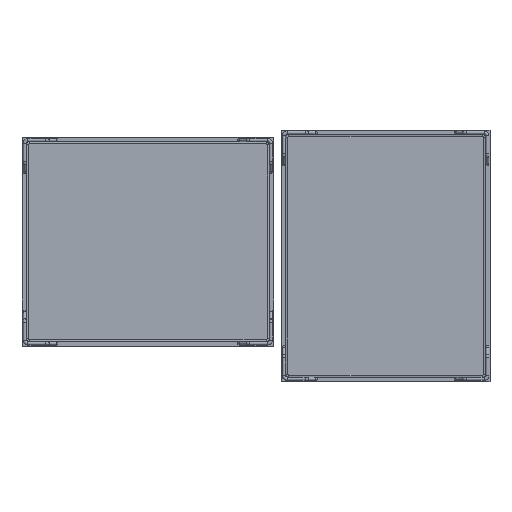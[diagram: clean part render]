
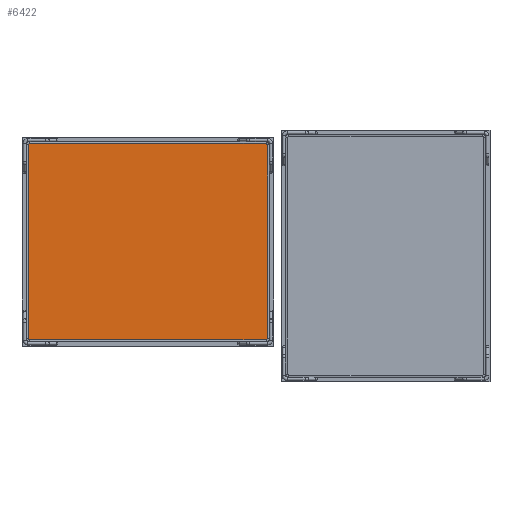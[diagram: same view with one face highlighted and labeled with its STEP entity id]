
A CAD part, top view. The second image highlights one B-rep face of the part: STEP entity #6422.
In plain terms, the highlighted planar face has unit normal (0, 0, 1).
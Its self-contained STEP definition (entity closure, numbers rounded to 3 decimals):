
#22=PLANE('',#6833);
#141=LINE('',#10395,#509);
#142=LINE('',#10397,#510);
#143=LINE('',#10399,#511);
#144=LINE('',#10400,#512);
#509=VECTOR('',#7994,10.);
#510=VECTOR('',#7995,10.);
#511=VECTOR('',#7996,10.);
#512=VECTOR('',#7997,10.);
#1002=FACE_OUTER_BOUND('',#1318,.T.);
#1318=EDGE_LOOP('',(#4333,#4334,#4335,#4336));
#2393=VERTEX_POINT('',#10393);
#2394=VERTEX_POINT('',#10394);
#2395=VERTEX_POINT('',#10396);
#2396=VERTEX_POINT('',#10398);
#3157=EDGE_CURVE('',#2393,#2394,#141,.T.);
#3158=EDGE_CURVE('',#2395,#2393,#142,.T.);
#3159=EDGE_CURVE('',#2396,#2395,#143,.T.);
#3160=EDGE_CURVE('',#2394,#2396,#144,.T.);
#4333=ORIENTED_EDGE('',*,*,#3157,.F.);
#4334=ORIENTED_EDGE('',*,*,#3158,.F.);
#4335=ORIENTED_EDGE('',*,*,#3159,.F.);
#4336=ORIENTED_EDGE('',*,*,#3160,.F.);
#6422=ADVANCED_FACE('',(#1002),#22,.F.);
#6833=AXIS2_PLACEMENT_3D('',#10392,#7992,#7993);
#7992=DIRECTION('center_axis',(0.,0.,
-1.));
#7993=DIRECTION('ref_axis',(0.,1.,0.));
#7994=DIRECTION('',(-1.,0.,0.));
#7995=DIRECTION('',(0.,-1.,0.));
#7996=DIRECTION('',(1.,0.,0.));
#7997=DIRECTION('',(0.,1.,0.));
#10392=CARTESIAN_POINT('Origin',(-708.934,264.95,387.95));
#10393=CARTESIAN_POINT('',(-481.934,77.95,387.95));
#10394=CARTESIAN_POINT('',(-935.934,77.95,387.95));
#10395=CARTESIAN_POINT('',(-935.934,77.95,387.95));
#10396=CARTESIAN_POINT('',(-481.934,451.95,387.95));
#10397=CARTESIAN_POINT('',(-481.934,77.95,387.95));
#10398=CARTESIAN_POINT('',(-935.934,451.95,387.95));
#10399=CARTESIAN_POINT('',(-481.934,451.95,387.95));
#10400=CARTESIAN_POINT('',(-935.934,451.95,387.95));
